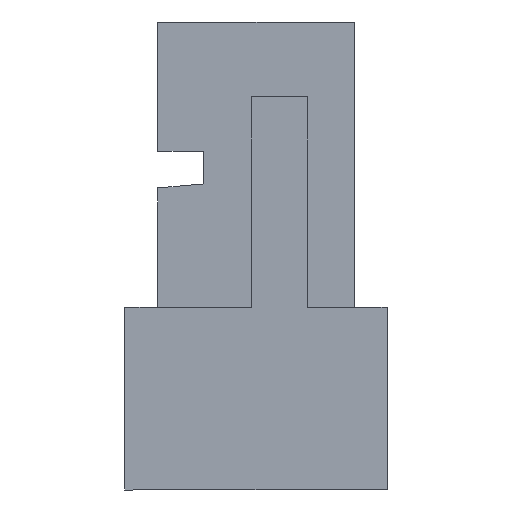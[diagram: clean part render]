
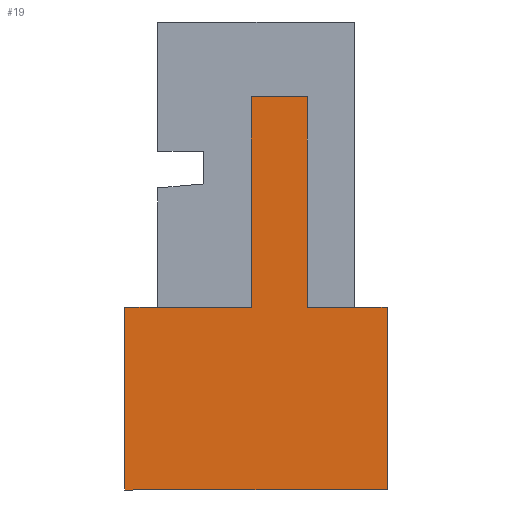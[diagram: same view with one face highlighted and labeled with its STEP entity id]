
A CAD part, left-side view. The second image highlights one B-rep face of the part: STEP entity #19.
In plain terms, the highlighted planar face has unit normal (-1, 0, 0).
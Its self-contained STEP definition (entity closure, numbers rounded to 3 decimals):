
#1 = VERTEX_POINT ( 'NONE', #7054 ) ;
#2 = ORIENTED_EDGE ( 'NONE', *, *, #7252, .F. ) ;
#3 = EDGE_CURVE ( 'NONE', #1, #6, #7053, .T. ) ;
#4 = ORIENTED_EDGE ( 'NONE', *, *, #7, .T. ) ;
#5 = ORIENTED_EDGE ( 'NONE', *, *, #3, .F. ) ;
#6 = VERTEX_POINT ( 'NONE', #7049 ) ;
#7 = EDGE_CURVE ( 'NONE', #10, #6, #7048, .T. ) ;
#8 = EDGE_CURVE ( 'NONE', #14, #10, #7044, .T. ) ;
#9 = ORIENTED_EDGE ( 'NONE', *, *, #8, .T. ) ;
#10 = VERTEX_POINT ( 'NONE', #7040 ) ;
#11 = ORIENTED_EDGE ( 'NONE', *, *, #13, .T. ) ;
#12 = VERTEX_POINT ( 'NONE', #7039 ) ;
#13 = EDGE_CURVE ( 'NONE', #15, #14, #7037, .T. ) ;
#14 = VERTEX_POINT ( 'NONE', #7092 ) ;
#15 = VERTEX_POINT ( 'NONE', #7091 ) ;
#17 = EDGE_CURVE ( 'NONE', #15, #12, #7090, .T. ) ;
#19 = ADVANCED_FACE ( 'NONE', ( #7081 ), #7121, .F. ) ;
#22 = ORIENTED_EDGE ( 'NONE', *, *, #17, .F. ) ;
#23 = EDGE_LOOP ( 'NONE', ( #22, #11, #9, #4, #5, #2, #5498, #5501 ) ) ;
#319 = DIRECTION ( 'NONE',  ( 0., 0., -1. ) ) ;
#320 = VECTOR ( 'NONE', #319, 1000. ) ;
#321 = CARTESIAN_POINT ( 'NONE',  ( -8., -3.9, -1.1 ) ) ;
#322 = LINE ( 'NONE', #321, #320 ) ;
#324 = CARTESIAN_POINT ( 'NONE',  ( -8., -3.9, -1.1 ) ) ;
#325 = DIRECTION ( 'NONE',  ( 0., 1., 0. ) ) ;
#326 = VECTOR ( 'NONE', #325, 1000. ) ;
#327 = CARTESIAN_POINT ( 'NONE',  ( -8., -1.1, -1.1 ) ) ;
#328 = LINE ( 'NONE', #327, #326 ) ;
#5120 = VECTOR ( 'NONE', #5160, 1000. ) ;
#5121 = CARTESIAN_POINT ( 'NONE',  ( -8., -1.1, 0.85 ) ) ;
#5122 = LINE ( 'NONE', #5121, #5120 ) ;
#5159 = CARTESIAN_POINT ( 'NONE',  ( -8., -1.1, -1.1 ) ) ;
#5160 = DIRECTION ( 'NONE',  ( 0., 0., 1. ) ) ;
#5498 = ORIENTED_EDGE ( 'NONE', *, *, #5499, .F. ) ;
#5499 = EDGE_CURVE ( 'NONE', #5500, #7386, #328, .T. ) ;
#5500 = VERTEX_POINT ( 'NONE', #324 ) ;
#5501 = ORIENTED_EDGE ( 'NONE', *, *, #5502, .F. ) ;
#5502 = EDGE_CURVE ( 'NONE', #12, #5500, #322, .T. ) ;
#7035 = VECTOR ( 'NONE', #7093, 1000. ) ;
#7036 = CARTESIAN_POINT ( 'NONE',  ( -8., -3.05, 0.85 ) ) ;
#7037 = LINE ( 'NONE', #7036, #7035 ) ;
#7039 = CARTESIAN_POINT ( 'NONE',  ( -8., -3.9, 0.85 ) ) ;
#7040 = CARTESIAN_POINT ( 'NONE',  ( -8., -2.45, 3.1 ) ) ;
#7041 = DIRECTION ( 'NONE',  ( 0., 1., 0. ) ) ;
#7042 = VECTOR ( 'NONE', #7041, 1000. ) ;
#7043 = CARTESIAN_POINT ( 'NONE',  ( -8., -3.05, 3.1 ) ) ;
#7044 = LINE ( 'NONE', #7043, #7042 ) ;
#7045 = DIRECTION ( 'NONE',  ( 0., 0., -1. ) ) ;
#7046 = VECTOR ( 'NONE', #7045, 1000. ) ;
#7047 = CARTESIAN_POINT ( 'NONE',  ( -8., -2.45, 3.1 ) ) ;
#7048 = LINE ( 'NONE', #7047, #7046 ) ;
#7049 = CARTESIAN_POINT ( 'NONE',  ( -8., -2.45, 0.85 ) ) ;
#7050 = DIRECTION ( 'NONE',  ( 0., -1., 0. ) ) ;
#7051 = VECTOR ( 'NONE', #7050, 1000. ) ;
#7052 = CARTESIAN_POINT ( 'NONE',  ( -8., -1.45, 0.85 ) ) ;
#7053 = LINE ( 'NONE', #7052, #7051 ) ;
#7054 = CARTESIAN_POINT ( 'NONE',  ( -8., -1.1, 0.85 ) ) ;
#7081 = FACE_OUTER_BOUND ( 'NONE', #23, .T. ) ;
#7087 = DIRECTION ( 'NONE',  ( 0., -1., 0. ) ) ;
#7088 = VECTOR ( 'NONE', #7087, 1000. ) ;
#7089 = CARTESIAN_POINT ( 'NONE',  ( -8., -3.9, 0.85 ) ) ;
#7090 = LINE ( 'NONE', #7089, #7088 ) ;
#7091 = CARTESIAN_POINT ( 'NONE',  ( -8., -3.05, 0.85 ) ) ;
#7092 = CARTESIAN_POINT ( 'NONE',  ( -8., -3.05, 3.1 ) ) ;
#7093 = DIRECTION ( 'NONE',  ( 0., 0., 1. ) ) ;
#7116 = DIRECTION ( 'NONE',  ( 0., -1., 0. ) ) ;
#7117 = DIRECTION ( 'NONE',  ( 1., 0., 0. ) ) ;
#7118 = CARTESIAN_POINT ( 'NONE',  ( -8., -1.94, -1.1 ) ) ;
#7119 = AXIS2_PLACEMENT_3D ( 'NONE', #7118, #7117, #7116 ) ;
#7121 = PLANE ( 'NONE',  #7119 ) ;
#7252 = EDGE_CURVE ( 'NONE', #7386, #1, #5122, .T. ) ;
#7386 = VERTEX_POINT ( 'NONE', #5159 ) ;
